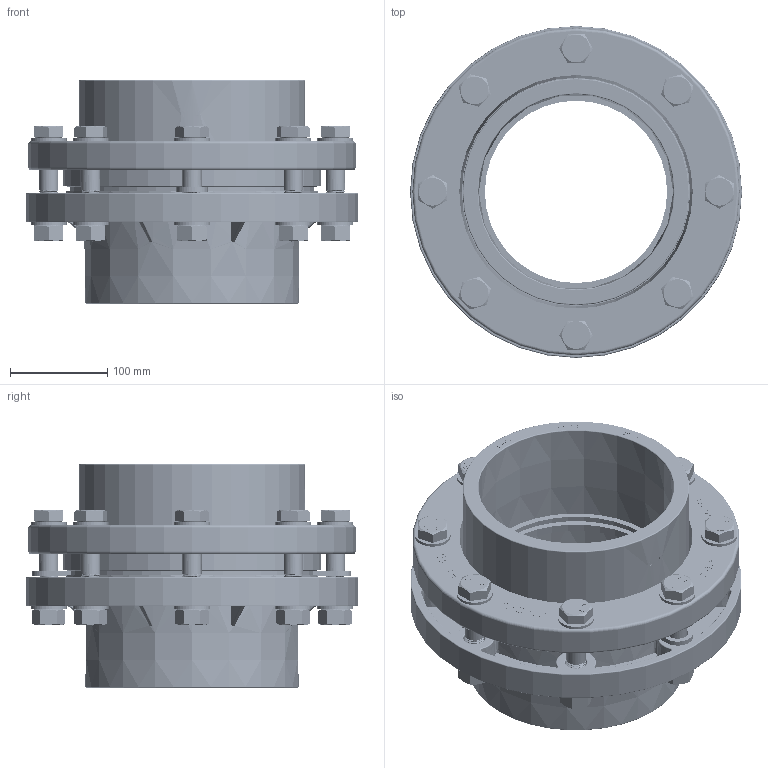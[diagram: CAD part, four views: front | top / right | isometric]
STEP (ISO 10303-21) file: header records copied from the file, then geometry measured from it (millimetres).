
FILE_DESCRIPTION(/* description */ (''),/* implementation_level */ '2;1');
FILE_NAME(/* name */ 'AF0707.000.200.step',/* time_stamp */ '2026-02-13T12:07:05+01:00',/* author */ (''),/* organization */ (''),/* preprocessor_version */ 'ST-DEVELOPER v20.1',/* originating_system */ 'Autodesk Translation Framework v14.24.0.0',/* authorisation */ '');
FILE_SCHEMA (('AUTOMOTIVE_DESIGN { 1 0 10303 214 3 1 1 }'));
Length unit declared in the file: millimetre
Products named in the file (29): 2026-02-13-08-07-18-455; 2026-02-13-09-08-53-907; 2026-02-13-09-08-44-700; 2026-02-13-09-09-01-235; 2026-02-13-09-25-21-560; 2026-02-13-09-25-24-651; 2026-02-13-09-25-23-827; 2026-02-13-09-25-24-280; 2026-02-13-09-25-25-153; 2026-02-13-09-25-25-531; 2026-02-13-09-25-25-950; 2026-02-13-09-25-23-508; 2026-02-13-09-25-23-258; 2026-02-13-09-28-00-773; 2026-02-13-09-28-01-166; 2026-02-13-09-28-03-201; 2026-02-13-09-28-02-846; 2026-02-13-09-28-03-894; 2026-02-13-09-28-02-525; 2026-02-13-09-28-01-572; 2026-02-13-09-28-02-212; 2026-02-13-09-28-01-884; 2026-02-13-09-28-03-596; 2026-02-13-09-28-04-955; 2026-02-13-09-28-04-435; 2026-02-13-09-28-05-493; 2026-02-13-09-28-04-709; 2026-02-13-09-28-05-251; 2026-02-13-09-28-04-214
Assembly tree (28 placements, depth 2):
  2026-02-13-08-07-18-455
    2026-02-13-09-08-53-907
    2026-02-13-09-08-44-700
    2026-02-13-09-09-01-235
    2026-02-13-09-25-21-560
    2026-02-13-09-25-24-651
    2026-02-13-09-25-23-827
    2026-02-13-09-25-24-280
    2026-02-13-09-25-25-153
    2026-02-13-09-25-25-531
    2026-02-13-09-25-25-950
    2026-02-13-09-25-23-508
    2026-02-13-09-25-23-258
    2026-02-13-09-28-00-773
    2026-02-13-09-28-01-166
    2026-02-13-09-28-03-201
    2026-02-13-09-28-02-846
    2026-02-13-09-28-03-894
    2026-02-13-09-28-02-525
    2026-02-13-09-28-01-572
    2026-02-13-09-28-02-212
    2026-02-13-09-28-01-884
    2026-02-13-09-28-03-596
    2026-02-13-09-28-04-955
    2026-02-13-09-28-04-435
    2026-02-13-09-28-05-493
    2026-02-13-09-28-04-709
    2026-02-13-09-28-05-251
    2026-02-13-09-28-04-214
Bounding box: 341.68 x 341.68 x 230.56 mm (x, y, z)
Volume: 4935157.3 mm3; surface area: 944335.8 mm2
Topology: 36 solids, 36 shells, 3143 faces, 8358 edges, 5531 vertices
Faces by surface type: plane 1201, bspline 1113, cylinder 654, cone 95, torus 80
Full cylindrical faces by diameter (mm): 2.918 x1, 4.085 x1, 4.667 x1, 6.222 x1, 16.938 x136, 17.519 x32, 19.791 x136, 20.293 x32, 21 x16, 21.5 x2, 22 x8, 22.11 x8, 37 x16, 187.6 x1, 200 x1, 233.5 x1, 265.9 x1, 336.8 x1
Entity records: 162609 total; most frequent: CARTESIAN_POINT 91907, ORIENTED_EDGE 16716, DIRECTION 10717, EDGE_CURVE 8358, VERTEX_POINT 5531, LINE 4023, VECTOR 4023, EDGE_LOOP 3479
